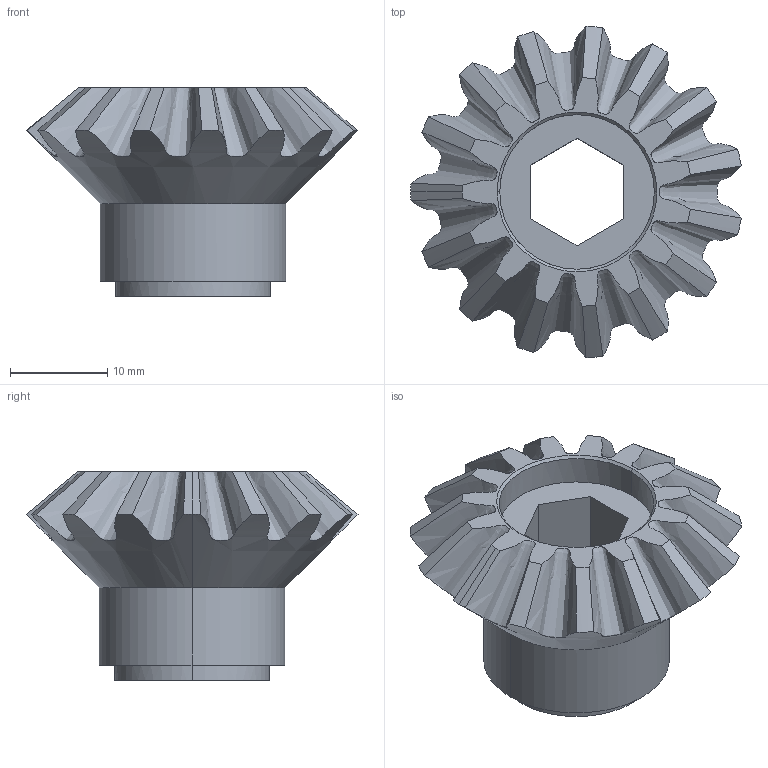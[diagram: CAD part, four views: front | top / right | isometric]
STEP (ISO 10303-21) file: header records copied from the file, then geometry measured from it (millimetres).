
FILE_DESCRIPTION (( 'STEP AP214' ), '1' );
FILE_NAME ('WCP-0751.STEP', '2022-11-28T03:05:07', ( '' ), ( '' ), 'SwSTEP 2.0', 'SolidWorks 2020', '' );
FILE_SCHEMA (( 'AUTOMOTIVE_DESIGN' ));
Length unit declared in the file: inch
Products named in the file (1): WCP-0751
Bounding box: 33.93 x 34.1 x 21.46 mm (x, y, z)
Volume: 6690.2 mm3; surface area: 3585.6 mm2
Topology: 1 solids, 1 shells, 51 faces, 136 edges, 89 vertices
Faces by surface type: cone 20, bspline 15, plane 10, cylinder 6
Entity records: 9899 total; most frequent: CARTESIAN_POINT 8787, ORIENTED_EDGE 272, DIRECTION 139, EDGE_CURVE 136, B_SPLINE_CURVE_WITH_KNOTS 89, VERTEX_POINT 89, EDGE_LOOP 55, AXIS2_PLACEMENT_3D 55
